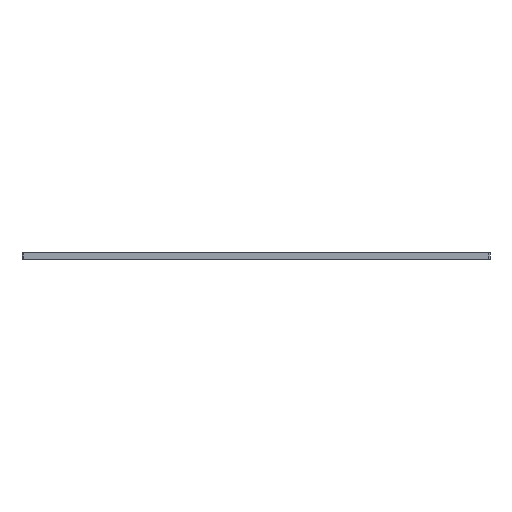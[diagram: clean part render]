
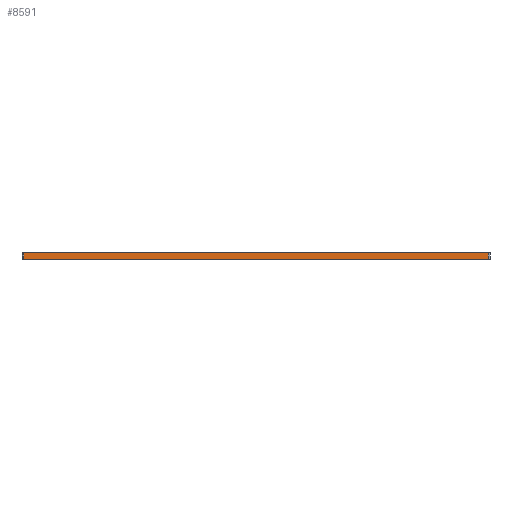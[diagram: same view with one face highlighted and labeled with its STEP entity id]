
A CAD part, left-side view. The second image highlights one B-rep face of the part: STEP entity #8591.
In plain terms, the highlighted planar face has unit normal (-1, 0, 0).
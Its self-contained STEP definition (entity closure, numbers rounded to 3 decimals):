
#94 = PLANE('',#95);
#95 = AXIS2_PLACEMENT_3D('',#96,#97,#98);
#96 = CARTESIAN_POINT('',(0.,-267.5,0.));
#97 = DIRECTION('',(0.,0.,1.));
#98 = DIRECTION('',(1.,0.,0.));
#149 = PLANE('',#150);
#150 = AXIS2_PLACEMENT_3D('',#151,#152,#153);
#151 = CARTESIAN_POINT('',(0.,-267.5,8.));
#152 = DIRECTION('',(0.,0.,1.));
#153 = DIRECTION('',(1.,0.,0.));
#786 = VERTEX_POINT('',#787);
#787 = CARTESIAN_POINT('',(-270.,-2.,0.));
#806 = CYLINDRICAL_SURFACE('',#807,2.);
#807 = AXIS2_PLACEMENT_3D('',#808,#809,#810);
#808 = CARTESIAN_POINT('',(-268.,-2.,0.));
#809 = DIRECTION('',(0.,0.,1.));
#810 = DIRECTION('',(-1.,0.,0.));
#818 = EDGE_CURVE('',#786,#819,#821,.T.);
#819 = VERTEX_POINT('',#820);
#820 = CARTESIAN_POINT('',(-270.,-533.,0.));
#821 = SURFACE_CURVE('',#822,(#826,#833),.PCURVE_S1.);
#822 = LINE('',#823,#824);
#823 = CARTESIAN_POINT('',(-270.,0.,0.));
#824 = VECTOR('',#825,1.);
#825 = DIRECTION('',(0.,-1.,0.));
#826 = PCURVE('',#94,#827);
#827 = DEFINITIONAL_REPRESENTATION('',(#828),#832);
#828 = LINE('',#829,#830);
#829 = CARTESIAN_POINT('',(-270.,267.5));
#830 = VECTOR('',#831,1.);
#831 = DIRECTION('',(0.,-1.));
#832 = ( GEOMETRIC_REPRESENTATION_CONTEXT(2) 
PARAMETRIC_REPRESENTATION_CONTEXT() REPRESENTATION_CONTEXT('2D SPACE',''
  ) );
#833 = PCURVE('',#834,#839);
#834 = PLANE('',#835);
#835 = AXIS2_PLACEMENT_3D('',#836,#837,#838);
#836 = CARTESIAN_POINT('',(-270.,0.,0.));
#837 = DIRECTION('',(1.,0.,0.));
#838 = DIRECTION('',(0.,-1.,0.));
#839 = DEFINITIONAL_REPRESENTATION('',(#840),#844);
#840 = LINE('',#841,#842);
#841 = CARTESIAN_POINT('',(0.,0.));
#842 = VECTOR('',#843,1.);
#843 = DIRECTION('',(1.,0.));
#844 = ( GEOMETRIC_REPRESENTATION_CONTEXT(2) 
PARAMETRIC_REPRESENTATION_CONTEXT() REPRESENTATION_CONTEXT('2D SPACE',''
  ) );
#863 = CYLINDRICAL_SURFACE('',#864,2.);
#864 = AXIS2_PLACEMENT_3D('',#865,#866,#867);
#865 = CARTESIAN_POINT('',(-268.,-533.,0.));
#866 = DIRECTION('',(0.,0.,1.));
#867 = DIRECTION('',(-1.,0.,0.));
#4852 = VERTEX_POINT('',#4853);
#4853 = CARTESIAN_POINT('',(-270.,-2.,8.));
#4879 = EDGE_CURVE('',#4852,#4880,#4882,.T.);
#4880 = VERTEX_POINT('',#4881);
#4881 = CARTESIAN_POINT('',(-270.,-533.,8.));
#4882 = SURFACE_CURVE('',#4883,(#4887,#4894),.PCURVE_S1.);
#4883 = LINE('',#4884,#4885);
#4884 = CARTESIAN_POINT('',(-270.,0.,8.));
#4885 = VECTOR('',#4886,1.);
#4886 = DIRECTION('',(0.,-1.,0.));
#4887 = PCURVE('',#149,#4888);
#4888 = DEFINITIONAL_REPRESENTATION('',(#4889),#4893);
#4889 = LINE('',#4890,#4891);
#4890 = CARTESIAN_POINT('',(-270.,267.5));
#4891 = VECTOR('',#4892,1.);
#4892 = DIRECTION('',(0.,-1.));
#4893 = ( GEOMETRIC_REPRESENTATION_CONTEXT(2) 
PARAMETRIC_REPRESENTATION_CONTEXT() REPRESENTATION_CONTEXT('2D SPACE',''
  ) );
#4894 = PCURVE('',#834,#4895);
#4895 = DEFINITIONAL_REPRESENTATION('',(#4896),#4900);
#4896 = LINE('',#4897,#4898);
#4897 = CARTESIAN_POINT('',(0.,-8.));
#4898 = VECTOR('',#4899,1.);
#4899 = DIRECTION('',(1.,0.));
#4900 = ( GEOMETRIC_REPRESENTATION_CONTEXT(2) 
PARAMETRIC_REPRESENTATION_CONTEXT() REPRESENTATION_CONTEXT('2D SPACE',''
  ) );
#8571 = EDGE_CURVE('',#786,#4852,#8572,.T.);
#8572 = SURFACE_CURVE('',#8573,(#8577,#8584),.PCURVE_S1.);
#8573 = LINE('',#8574,#8575);
#8574 = CARTESIAN_POINT('',(-270.,-2.,0.));
#8575 = VECTOR('',#8576,1.);
#8576 = DIRECTION('',(0.,0.,1.));
#8577 = PCURVE('',#806,#8578);
#8578 = DEFINITIONAL_REPRESENTATION('',(#8579),#8583);
#8579 = LINE('',#8580,#8581);
#8580 = CARTESIAN_POINT('',(-0.,0.));
#8581 = VECTOR('',#8582,1.);
#8582 = DIRECTION('',(-0.,1.));
#8583 = ( GEOMETRIC_REPRESENTATION_CONTEXT(2) 
PARAMETRIC_REPRESENTATION_CONTEXT() REPRESENTATION_CONTEXT('2D SPACE',''
  ) );
#8584 = PCURVE('',#834,#8585);
#8585 = DEFINITIONAL_REPRESENTATION('',(#8586),#8590);
#8586 = LINE('',#8587,#8588);
#8587 = CARTESIAN_POINT('',(2.,0.));
#8588 = VECTOR('',#8589,1.);
#8589 = DIRECTION('',(0.,-1.));
#8590 = ( GEOMETRIC_REPRESENTATION_CONTEXT(2) 
PARAMETRIC_REPRESENTATION_CONTEXT() REPRESENTATION_CONTEXT('2D SPACE',''
  ) );
#8591 = ADVANCED_FACE('',(#8592),#834,.F.);
#8592 = FACE_BOUND('',#8593,.F.);
#8593 = EDGE_LOOP('',(#8594,#8595,#8596,#8597));
#8594 = ORIENTED_EDGE('',*,*,#818,.F.);
#8595 = ORIENTED_EDGE('',*,*,#8571,.T.);
#8596 = ORIENTED_EDGE('',*,*,#4879,.T.);
#8597 = ORIENTED_EDGE('',*,*,#8598,.F.);
#8598 = EDGE_CURVE('',#819,#4880,#8599,.T.);
#8599 = SURFACE_CURVE('',#8600,(#8604,#8611),.PCURVE_S1.);
#8600 = LINE('',#8601,#8602);
#8601 = CARTESIAN_POINT('',(-270.,-533.,0.));
#8602 = VECTOR('',#8603,1.);
#8603 = DIRECTION('',(0.,0.,1.));
#8604 = PCURVE('',#834,#8605);
#8605 = DEFINITIONAL_REPRESENTATION('',(#8606),#8610);
#8606 = LINE('',#8607,#8608);
#8607 = CARTESIAN_POINT('',(533.,0.));
#8608 = VECTOR('',#8609,1.);
#8609 = DIRECTION('',(0.,-1.));
#8610 = ( GEOMETRIC_REPRESENTATION_CONTEXT(2) 
PARAMETRIC_REPRESENTATION_CONTEXT() REPRESENTATION_CONTEXT('2D SPACE',''
  ) );
#8611 = PCURVE('',#863,#8612);
#8612 = DEFINITIONAL_REPRESENTATION('',(#8613),#8617);
#8613 = LINE('',#8614,#8615);
#8614 = CARTESIAN_POINT('',(0.,0.));
#8615 = VECTOR('',#8616,1.);
#8616 = DIRECTION('',(0.,1.));
#8617 = ( GEOMETRIC_REPRESENTATION_CONTEXT(2) 
PARAMETRIC_REPRESENTATION_CONTEXT() REPRESENTATION_CONTEXT('2D SPACE',''
  ) );
